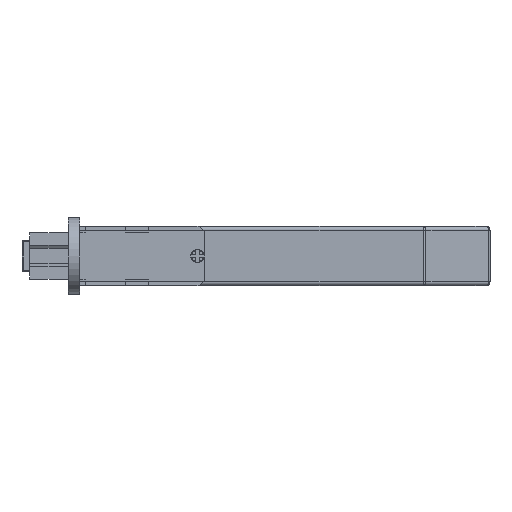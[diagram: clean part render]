
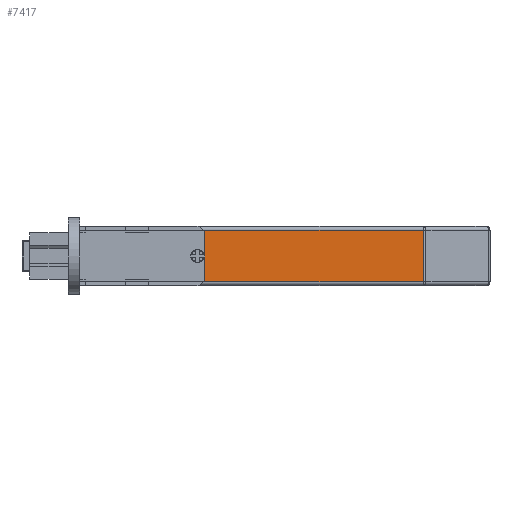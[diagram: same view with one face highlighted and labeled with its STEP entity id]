
A CAD part, front view. The second image highlights one B-rep face of the part: STEP entity #7417.
In plain terms, the highlighted planar face has unit normal (0, -1, 0).
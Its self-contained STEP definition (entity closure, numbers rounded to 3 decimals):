
#398 = VERTEX_POINT ( 'NONE', #6320 ) ;
#431 = EDGE_CURVE ( 'NONE', #6063, #5503, #8112, .T. ) ;
#694 = DIRECTION ( 'NONE',  ( 0., -1., 0. ) ) ;
#1587 = CARTESIAN_POINT ( 'NONE',  ( 43.75, -14.7, 6. ) ) ;
#1688 = CARTESIAN_POINT ( 'NONE',  ( 43.75, -14.7, 6. ) ) ;
#1780 = LINE ( 'NONE', #3549, #7816 ) ;
#2260 = DIRECTION ( 'NONE',  ( 0., -1., 0. ) ) ;
#2388 = DIRECTION ( 'NONE',  ( 0., 0., -1. ) ) ;
#3014 = CARTESIAN_POINT ( 'NONE',  ( 13., -14.7, -1.75 ) ) ;
#3141 = CARTESIAN_POINT ( 'NONE',  ( 102.586, -14.7, 12.75 ) ) ;
#3195 = AXIS2_PLACEMENT_3D ( 'NONE', #1587, #6051, #6998 ) ;
#3278 = DIRECTION ( 'NONE',  ( 0., 0., 1. ) ) ;
#3549 = CARTESIAN_POINT ( 'NONE',  ( 13., -14.7, 12.75 ) ) ;
#4156 = LINE ( 'NONE', #8857, #11607 ) ;
#4264 = PLANE ( 'NONE',  #5845 ) ;
#4275 = VERTEX_POINT ( 'NONE', #3141 ) ;
#4350 = EDGE_LOOP ( 'NONE', ( #10667, #7162 ) ) ;
#4521 = EDGE_CURVE ( 'NONE', #4275, #9374, #1780, .T. ) ;
#5159 = CIRCLE ( 'NONE', #9906, 1.75 ) ;
#5383 = ORIENTED_EDGE ( 'NONE', *, *, #6066, .T. ) ;
#5503 = VERTEX_POINT ( 'NONE', #8496 ) ;
#5654 = ORIENTED_EDGE ( 'NONE', *, *, #7695, .F. ) ;
#5845 = AXIS2_PLACEMENT_3D ( 'NONE', #9414, #2260, #2388 ) ;
#6051 = DIRECTION ( 'NONE',  ( 0., -1., 0. ) ) ;
#6063 = VERTEX_POINT ( 'NONE', #6106 ) ;
#6066 = EDGE_CURVE ( 'NONE', #5503, #4275, #4156, .T. ) ;
#6106 = CARTESIAN_POINT ( 'NONE',  ( 13., -14.7, -0.75 ) ) ;
#6150 = EDGE_CURVE ( 'NONE', #398, #6307, #5159, .T. ) ;
#6245 = VECTOR ( 'NONE', #8459, 1000. ) ;
#6307 = VERTEX_POINT ( 'NONE', #6622 ) ;
#6320 = CARTESIAN_POINT ( 'NONE',  ( 43.75, -14.7, 4.25 ) ) ;
#6622 = CARTESIAN_POINT ( 'NONE',  ( 43.75, -14.7, 7.75 ) ) ;
#6998 = DIRECTION ( 'NONE',  ( 0., 0., -1. ) ) ;
#7162 = ORIENTED_EDGE ( 'NONE', *, *, #9639, .F. ) ;
#7416 = DIRECTION ( 'NONE',  ( -1., 0., 0. ) ) ;
#7417 = ADVANCED_FACE ( 'NONE', ( #7745, #10410 ), #4264, .T. ) ;
#7439 = ORIENTED_EDGE ( 'NONE', *, *, #4521, .T. ) ;
#7695 = EDGE_CURVE ( 'NONE', #6063, #9374, #8287, .T. ) ;
#7745 = FACE_BOUND ( 'NONE', #4350, .T. ) ;
#7816 = VECTOR ( 'NONE', #7416, 1000. ) ;
#8067 = ORIENTED_EDGE ( 'NONE', *, *, #431, .T. ) ;
#8112 = LINE ( 'NONE', #10052, #10102 ) ;
#8116 = CIRCLE ( 'NONE', #3195, 1.75 ) ;
#8287 = LINE ( 'NONE', #3014, #6245 ) ;
#8459 = DIRECTION ( 'NONE',  ( 0., 0., 1. ) ) ;
#8496 = CARTESIAN_POINT ( 'NONE',  ( 102.586, -14.7, -0.75 ) ) ;
#8857 = CARTESIAN_POINT ( 'NONE',  ( 102.586, -14.7, -1.75 ) ) ;
#9340 = CARTESIAN_POINT ( 'NONE',  ( 13., -14.7, 12.75 ) ) ;
#9374 = VERTEX_POINT ( 'NONE', #9340 ) ;
#9414 = CARTESIAN_POINT ( 'NONE',  ( 13., -14.7, -1.75 ) ) ;
#9639 = EDGE_CURVE ( 'NONE', #6307, #398, #8116, .T. ) ;
#9906 = AXIS2_PLACEMENT_3D ( 'NONE', #1688, #694, #11446 ) ;
#9993 = DIRECTION ( 'NONE',  ( 1., 0., 0. ) ) ;
#10052 = CARTESIAN_POINT ( 'NONE',  ( 103., -14.7, -0.75 ) ) ;
#10102 = VECTOR ( 'NONE', #9993, 1000. ) ;
#10296 = EDGE_LOOP ( 'NONE', ( #5654, #8067, #5383, #7439 ) ) ;
#10410 = FACE_OUTER_BOUND ( 'NONE', #10296, .T. ) ;
#10667 = ORIENTED_EDGE ( 'NONE', *, *, #6150, .F. ) ;
#11446 = DIRECTION ( 'NONE',  ( 0., 0., -1. ) ) ;
#11607 = VECTOR ( 'NONE', #3278, 1000. ) ;
